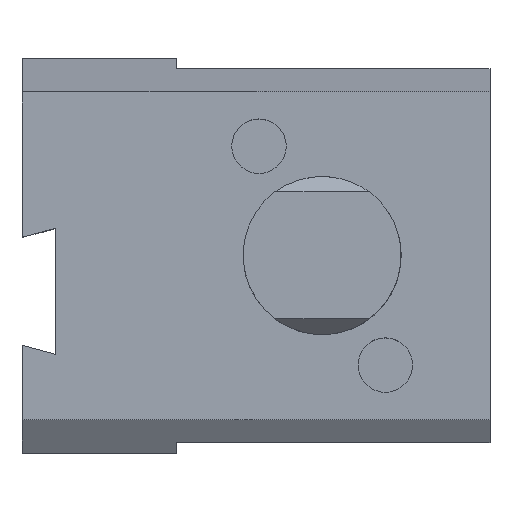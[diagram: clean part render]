
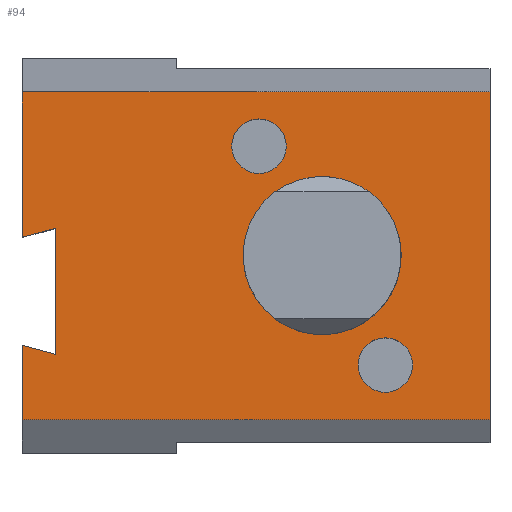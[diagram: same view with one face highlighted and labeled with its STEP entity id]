
A CAD part, top view. The second image highlights one B-rep face of the part: STEP entity #94.
In plain terms, the highlighted planar face has unit normal (0, 0, 1).
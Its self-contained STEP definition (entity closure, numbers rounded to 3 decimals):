
#94=ADVANCED_FACE('',(#419,#420,#421,#422),#145,.F.);
#145=PLANE('',#1029);
#189=LINE('',#1372,#304);
#190=LINE('',#1375,#305);
#191=LINE('',#1377,#306);
#192=LINE('',#1379,#307);
#193=LINE('',#1381,#308);
#194=LINE('',#1383,#309);
#195=LINE('',#1385,#310);
#196=LINE('',#1387,#311);
#304=VECTOR('',#1110,1.);
#305=VECTOR('',#1111,1.);
#306=VECTOR('',#1112,1.);
#307=VECTOR('',#1113,1.);
#308=VECTOR('',#1114,1.);
#309=VECTOR('',#1115,1.);
#310=VECTOR('',#1116,1.);
#311=VECTOR('',#1117,1.);
#419=FACE_BOUND('',#429,.T.);
#420=FACE_BOUND('',#430,.T.);
#421=FACE_BOUND('',#431,.T.);
#422=FACE_BOUND('',#432,.T.);
#429=EDGE_LOOP('',(#486));
#430=EDGE_LOOP('',(#487));
#431=EDGE_LOOP('',(#488));
#432=EDGE_LOOP('',(#489,#490,#491,#492,#493,#494,#495,#496));
#486=ORIENTED_EDGE('',*,*,#845,.T.);
#487=ORIENTED_EDGE('',*,*,#846,.T.);
#488=ORIENTED_EDGE('',*,*,#847,.T.);
#489=ORIENTED_EDGE('',*,*,#848,.T.);
#490=ORIENTED_EDGE('',*,*,#849,.F.);
#491=ORIENTED_EDGE('',*,*,#850,.T.);
#492=ORIENTED_EDGE('',*,*,#851,.T.);
#493=ORIENTED_EDGE('',*,*,#852,.F.);
#494=ORIENTED_EDGE('',*,*,#853,.F.);
#495=ORIENTED_EDGE('',*,*,#854,.T.);
#496=ORIENTED_EDGE('',*,*,#855,.T.);
#754=VERTEX_POINT('',#1367);
#755=VERTEX_POINT('',#1369);
#756=VERTEX_POINT('',#1371);
#757=VERTEX_POINT('',#1373);
#758=VERTEX_POINT('',#1374);
#759=VERTEX_POINT('',#1376);
#760=VERTEX_POINT('',#1378);
#761=VERTEX_POINT('',#1380);
#762=VERTEX_POINT('',#1382);
#763=VERTEX_POINT('',#1384);
#764=VERTEX_POINT('',#1386);
#845=EDGE_CURVE('',#754,#754,#979,.T.);
#846=EDGE_CURVE('',#755,#755,#980,.T.);
#847=EDGE_CURVE('',#756,#756,#981,.T.);
#848=EDGE_CURVE('',#757,#758,#189,.T.);
#849=EDGE_CURVE('',#759,#758,#190,.T.);
#850=EDGE_CURVE('',#759,#760,#191,.T.);
#851=EDGE_CURVE('',#760,#761,#192,.T.);
#852=EDGE_CURVE('',#762,#761,#193,.T.);
#853=EDGE_CURVE('',#763,#762,#194,.T.);
#854=EDGE_CURVE('',#763,#764,#195,.T.);
#855=EDGE_CURVE('',#764,#757,#196,.T.);
#979=CIRCLE('',#1026,6.9);
#980=CIRCLE('',#1027,20.);
#981=CIRCLE('',#1028,6.9);
#1026=AXIS2_PLACEMENT_3D('',#1366,#1104,#1105);
#1027=AXIS2_PLACEMENT_3D('',#1368,#1106,#1107);
#1028=AXIS2_PLACEMENT_3D('',#1370,#1108,#1109);
#1029=AXIS2_PLACEMENT_3D('',#1388,#1118,#1119);
#1104=DIRECTION('',(0.,0.,-1.));
#1105=DIRECTION('',(1.,0.,0.));
#1106=DIRECTION('',(0.,0.,-1.));
#1107=DIRECTION('',(1.,0.,0.));
#1108=DIRECTION('',(0.,0.,-1.));
#1109=DIRECTION('',(1.,0.,0.));
#1110=DIRECTION('',(-0.966,0.259,0.));
#1111=DIRECTION('',(0.,1.,0.));
#1112=DIRECTION('',(1.,0.,0.));
#1113=DIRECTION('',(0.,1.,0.));
#1114=DIRECTION('',(1.,0.,0.));
#1115=DIRECTION('',(0.,1.,0.));
#1116=DIRECTION('',(0.966,0.259,0.));
#1117=DIRECTION('',(0.,-1.,0.));
#1118=DIRECTION('',(0.,0.,-1.));
#1119=DIRECTION('',(-1.,0.,0.));
#1366=CARTESIAN_POINT('',(16.,-27.713,0.));
#1367=CARTESIAN_POINT('',(22.9,-27.713,0.));
#1368=CARTESIAN_POINT('',(0.,0.,0.));
#1369=CARTESIAN_POINT('',(20.,0.,0.));
#1370=CARTESIAN_POINT('',(-16.,27.713,0.));
#1371=CARTESIAN_POINT('',(-9.1,27.713,0.));
#1372=CARTESIAN_POINT('',(-67.5,-25.,0.));
#1373=CARTESIAN_POINT('',(-67.5,-25.,0.));
#1374=CARTESIAN_POINT('',(-76.,-22.722,0.));
#1375=CARTESIAN_POINT('',(-76.,-50.,0.));
#1376=CARTESIAN_POINT('',(-76.,-41.5,0.));
#1377=CARTESIAN_POINT('',(-274.429,-41.5,0.));
#1378=CARTESIAN_POINT('',(42.5,-41.5,0.));
#1379=CARTESIAN_POINT('',(42.5,-50.,0.));
#1380=CARTESIAN_POINT('',(42.5,41.432,0.));
#1381=CARTESIAN_POINT('',(-274.429,41.432,0.));
#1382=CARTESIAN_POINT('',(-76.,41.432,0.));
#1383=CARTESIAN_POINT('',(-76.,-50.,0.));
#1384=CARTESIAN_POINT('',(-76.,4.662,0.));
#1385=CARTESIAN_POINT('',(-67.5,6.94,0.));
#1386=CARTESIAN_POINT('',(-67.5,6.94,0.));
#1387=CARTESIAN_POINT('',(-67.5,6.94,0.));
#1388=CARTESIAN_POINT('',(-76.,-50.,0.));
